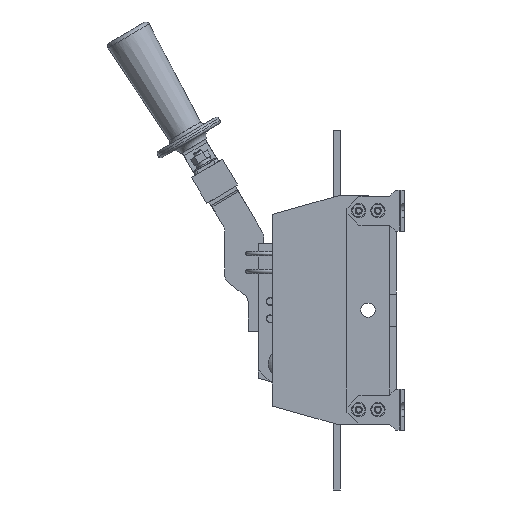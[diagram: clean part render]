
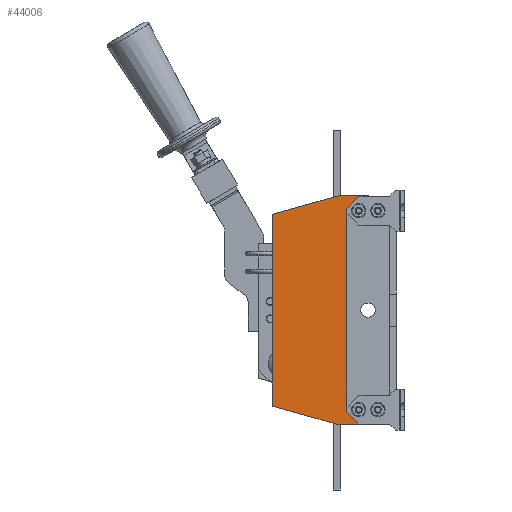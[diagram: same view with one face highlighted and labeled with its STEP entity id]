
A CAD part, left-side view. The second image highlights one B-rep face of the part: STEP entity #44006.
In plain terms, the highlighted planar face has unit normal (-1, 0, 0).
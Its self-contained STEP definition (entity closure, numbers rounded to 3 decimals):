
#215 = ORIENTED_EDGE ( 'NONE', *, *, #46726, .T. ) ;
#315 = EDGE_LOOP ( 'NONE', ( #31333, #20162, #215, #35863, #29119, #39131, #42239, #13085, #6832, #32731 ) ) ;
#1403 = CARTESIAN_POINT ( 'NONE',  ( -31.8, 23.25, -7.496 ) ) ;
#1706 = VECTOR ( 'NONE', #13776, 1000. ) ;
#2119 = AXIS2_PLACEMENT_3D ( 'NONE', #35601, #13889, #27816 ) ;
#3178 = VERTEX_POINT ( 'NONE', #38178 ) ;
#3224 = DIRECTION ( 'NONE',  ( 1., 0., 0. ) ) ;
#3663 = CIRCLE ( 'NONE', #2119, 7.5 ) ;
#3664 = AXIS2_PLACEMENT_3D ( 'NONE', #10713, #3758, #25101 ) ;
#3758 = DIRECTION ( 'NONE',  ( -1., 0., 0. ) ) ;
#3855 = FACE_OUTER_BOUND ( 'NONE', #315, .T. ) ;
#4167 = CARTESIAN_POINT ( 'NONE',  ( -31.8, 48.25, -95.5 ) ) ;
#5849 = EDGE_CURVE ( 'NONE', #29449, #28185, #7175, .T. ) ;
#5996 = LINE ( 'NONE', #33707, #31460 ) ;
#6505 = CARTESIAN_POINT ( 'NONE',  ( -31.8, 23.25, 95.5 ) ) ;
#6513 = CARTESIAN_POINT ( 'NONE',  ( -31.8, 48.25, -95.5 ) ) ;
#6832 = ORIENTED_EDGE ( 'NONE', *, *, #35627, .T. ) ;
#7157 = CARTESIAN_POINT ( 'NONE',  ( -31.8, 23.5, 7.5 ) ) ;
#7175 = LINE ( 'NONE', #40974, #24155 ) ;
#7211 = CARTESIAN_POINT ( 'NONE',  ( -31.8, 48.25, 95.5 ) ) ;
#8735 = AXIS2_PLACEMENT_3D ( 'NONE', #21212, #3224, #10789 ) ;
#10713 = CARTESIAN_POINT ( 'NONE',  ( -31.8, 23.5, 0. ) ) ;
#10789 = DIRECTION ( 'NONE',  ( 0., 0., 1. ) ) ;
#11532 = VERTEX_POINT ( 'NONE', #4167 ) ;
#11978 = EDGE_CURVE ( 'NONE', #25529, #29449, #22821, .T. ) ;
#12019 = CARTESIAN_POINT ( 'NONE',  ( -31.8, 23.25, 7.496 ) ) ;
#12146 = CARTESIAN_POINT ( 'NONE',  ( -31.8, 103.25, 80. ) ) ;
#12889 = VERTEX_POINT ( 'NONE', #1403 ) ;
#13085 = ORIENTED_EDGE ( 'NONE', *, *, #5849, .T. ) ;
#13776 = DIRECTION ( 'NONE',  ( 0., -0.963, -0.271 ) ) ;
#13889 = DIRECTION ( 'NONE',  ( 1., 0., 0. ) ) ;
#13891 = EDGE_CURVE ( 'NONE', #3178, #11532, #29383, .T. ) ;
#15972 = VERTEX_POINT ( 'NONE', #44588 ) ;
#15977 = EDGE_CURVE ( 'NONE', #20647, #12889, #5996, .T. ) ;
#16136 = CARTESIAN_POINT ( 'NONE',  ( -31.8, 23.25, -95.5 ) ) ;
#17998 = DIRECTION ( 'NONE',  ( 0., 0., -1. ) ) ;
#19238 = DIRECTION ( 'NONE',  ( 0., 0.963, -0.271 ) ) ;
#20162 = ORIENTED_EDGE ( 'NONE', *, *, #15977, .T. ) ;
#20647 = VERTEX_POINT ( 'NONE', #16136 ) ;
#21079 = EDGE_CURVE ( 'NONE', #26358, #25529, #42738, .T. ) ;
#21212 = CARTESIAN_POINT ( 'NONE',  ( -31.8, 23.5, 0. ) ) ;
#21337 = EDGE_CURVE ( 'NONE', #35113, #26358, #33687, .T. ) ;
#21803 = EDGE_CURVE ( 'NONE', #11532, #20647, #43773, .T. ) ;
#22821 = LINE ( 'NONE', #6505, #40971 ) ;
#24155 = VECTOR ( 'NONE', #19238, 1000. ) ;
#25101 = DIRECTION ( 'NONE',  ( 0., 0., 1. ) ) ;
#25422 = PLANE ( 'NONE',  #3664 ) ;
#25529 = VERTEX_POINT ( 'NONE', #34874 ) ;
#25541 = EDGE_CURVE ( 'NONE', #15972, #35113, #46200, .T. ) ;
#26358 = VERTEX_POINT ( 'NONE', #12019 ) ;
#27816 = DIRECTION ( 'NONE',  ( 0., 0., 1. ) ) ;
#28185 = VERTEX_POINT ( 'NONE', #12146 ) ;
#29119 = ORIENTED_EDGE ( 'NONE', *, *, #21337, .T. ) ;
#29383 = LINE ( 'NONE', #6513, #1706 ) ;
#29449 = VERTEX_POINT ( 'NONE', #7211 ) ;
#30628 = VECTOR ( 'NONE', #17998, 1000. ) ;
#30828 = VECTOR ( 'NONE', #37792, 1000. ) ;
#31138 = DIRECTION ( 'NONE',  ( 0., -1., 0. ) ) ;
#31324 = DIRECTION ( 'NONE',  ( 0., 1., 0. ) ) ;
#31333 = ORIENTED_EDGE ( 'NONE', *, *, #21803, .T. ) ;
#31460 = VECTOR ( 'NONE', #41000, 1000. ) ;
#32311 = CARTESIAN_POINT ( 'NONE',  ( -31.8, 23.5, 0. ) ) ;
#32337 = LINE ( 'NONE', #39919, #30628 ) ;
#32464 = DIRECTION ( 'NONE',  ( 1., 0., 0. ) ) ;
#32731 = ORIENTED_EDGE ( 'NONE', *, *, #13891, .T. ) ;
#33687 = CIRCLE ( 'NONE', #8735, 7.5 ) ;
#33707 = CARTESIAN_POINT ( 'NONE',  ( -31.8, 23.25, -95.5 ) ) ;
#34355 = CARTESIAN_POINT ( 'NONE',  ( -31.8, 23.25, -95.5 ) ) ;
#34874 = CARTESIAN_POINT ( 'NONE',  ( -31.8, 23.25, 95.5 ) ) ;
#35113 = VERTEX_POINT ( 'NONE', #7157 ) ;
#35601 = CARTESIAN_POINT ( 'NONE',  ( -31.8, 23.5, 0. ) ) ;
#35627 = EDGE_CURVE ( 'NONE', #28185, #3178, #32337, .T. ) ;
#35674 = DIRECTION ( 'NONE',  ( 0., 0., 1. ) ) ;
#35863 = ORIENTED_EDGE ( 'NONE', *, *, #25541, .T. ) ;
#37792 = DIRECTION ( 'NONE',  ( 0., 0., 1. ) ) ;
#37947 = CARTESIAN_POINT ( 'NONE',  ( -31.8, 23.25, 7.496 ) ) ;
#38178 = CARTESIAN_POINT ( 'NONE',  ( -31.8, 103.25, -80. ) ) ;
#39131 = ORIENTED_EDGE ( 'NONE', *, *, #21079, .T. ) ;
#39919 = CARTESIAN_POINT ( 'NONE',  ( -31.8, 103.25, -80. ) ) ;
#40971 = VECTOR ( 'NONE', #31324, 1000. ) ;
#40974 = CARTESIAN_POINT ( 'NONE',  ( -31.8, 103.25, 80. ) ) ;
#41000 = DIRECTION ( 'NONE',  ( 0., 0., 1. ) ) ;
#42104 = VECTOR ( 'NONE', #31138, 1000. ) ;
#42239 = ORIENTED_EDGE ( 'NONE', *, *, #11978, .T. ) ;
#42738 = LINE ( 'NONE', #37947, #30828 ) ;
#43773 = LINE ( 'NONE', #34355, #42104 ) ;
#44006 = ADVANCED_FACE ( 'NONE', ( #3855 ), #25422, .T. ) ;
#44588 = CARTESIAN_POINT ( 'NONE',  ( -31.8, 23.5, -7.5 ) ) ;
#45743 = AXIS2_PLACEMENT_3D ( 'NONE', #32311, #32464, #35674 ) ;
#46200 = CIRCLE ( 'NONE', #45743, 7.5 ) ;
#46726 = EDGE_CURVE ( 'NONE', #12889, #15972, #3663, .T. ) ;
